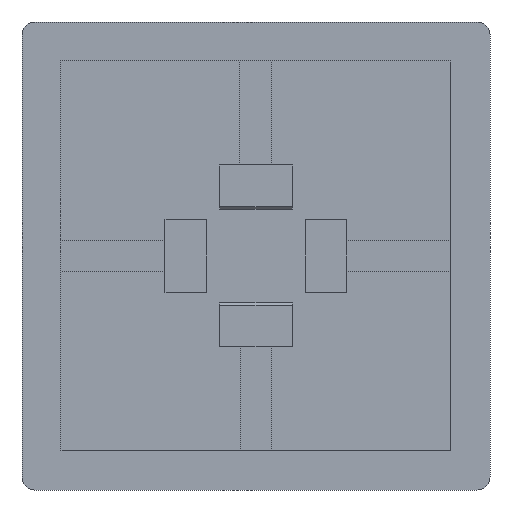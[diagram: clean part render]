
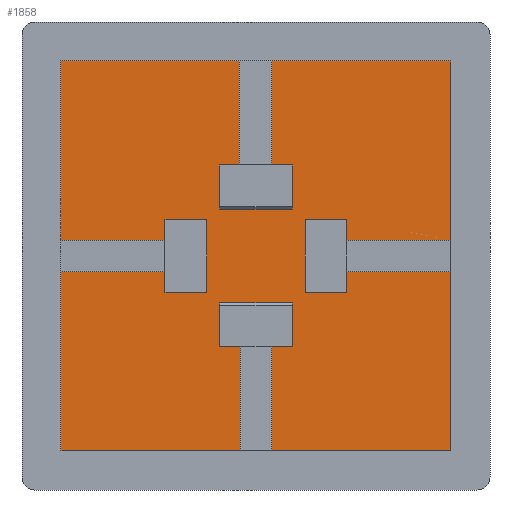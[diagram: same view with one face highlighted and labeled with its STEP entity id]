
A CAD part, front view. The second image highlights one B-rep face of the part: STEP entity #1858.
In plain terms, the highlighted planar face has unit normal (0, -1, 0).
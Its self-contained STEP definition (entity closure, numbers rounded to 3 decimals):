
#123=FACE_OUTER_BOUND('',#223,.T.);
#223=EDGE_LOOP('',(#1577,#1578,#1579,#1580,#1581,#1582,#1583,#1584,#1585,
#1586,#1587,#1588,#1589,#1590,#1591,#1592,#1593,#1594,#1595,#1596,#1597,
#1598,#1599,#1600,#1601,#1602,#1603,#1604,#1605,#1606,#1607,#1608,#1609,
#1610,#1611,#1612));
#382=LINE('',#2795,#629);
#384=LINE('',#2799,#631);
#386=LINE('',#2803,#633);
#390=LINE('',#2811,#637);
#391=LINE('',#2813,#638);
#394=LINE('',#2819,#641);
#397=LINE('',#2824,#644);
#398=LINE('',#2827,#645);
#402=LINE('',#2835,#649);
#403=LINE('',#2837,#650);
#406=LINE('',#2843,#653);
#408=LINE('',#2847,#655);
#410=LINE('',#2851,#657);
#414=LINE('',#2859,#661);
#415=LINE('',#2861,#662);
#418=LINE('',#2867,#665);
#421=LINE('',#2872,#668);
#422=LINE('',#2875,#669);
#426=LINE('',#2883,#673);
#427=LINE('',#2885,#674);
#431=LINE('',#2892,#678);
#435=LINE('',#2900,#682);
#438=LINE('',#2906,#685);
#442=LINE('',#2914,#689);
#445=LINE('',#2920,#692);
#449=LINE('',#2928,#696);
#452=LINE('',#2934,#699);
#456=LINE('',#2942,#703);
#457=LINE('',#2945,#704);
#458=LINE('',#2946,#705);
#459=LINE('',#2948,#706);
#460=LINE('',#2949,#707);
#461=LINE('',#2951,#708);
#462=LINE('',#2952,#709);
#463=LINE('',#2954,#710);
#464=LINE('',#2955,#711);
#629=VECTOR('',#2242,1.6);
#631=VECTOR('',#2246,2.8);
#633=VECTOR('',#2250,1.6);
#637=VECTOR('',#2256,0.8);
#638=VECTOR('',#2257,0.8);
#641=VECTOR('',#2262,1.6);
#644=VECTOR('',#2267,2.8);
#645=VECTOR('',#2270,1.6);
#649=VECTOR('',#2276,0.8);
#650=VECTOR('',#2277,0.8);
#653=VECTOR('',#2282,1.6);
#655=VECTOR('',#2286,2.8);
#657=VECTOR('',#2290,1.6);
#661=VECTOR('',#2296,0.749);
#662=VECTOR('',#2297,0.8);
#665=VECTOR('',#2302,1.6);
#668=VECTOR('',#2307,2.8);
#669=VECTOR('',#2310,1.6);
#673=VECTOR('',#2316,0.8);
#674=VECTOR('',#2317,0.8);
#678=VECTOR('',#2323,4.);
#682=VECTOR('',#2331,4.);
#685=VECTOR('',#2336,4.);
#689=VECTOR('',#2344,4.);
#692=VECTOR('',#2349,4.);
#696=VECTOR('',#2357,4.);
#699=VECTOR('',#2362,4.);
#703=VECTOR('',#2370,4.);
#704=VECTOR('',#2373,6.9);
#705=VECTOR('',#2374,6.9);
#706=VECTOR('',#2375,6.9);
#707=VECTOR('',#2376,6.9);
#708=VECTOR('',#2377,6.849);
#709=VECTOR('',#2378,6.9);
#710=VECTOR('',#2379,6.9);
#711=VECTOR('',#2380,6.9);
#842=VERTEX_POINT('',#2792);
#843=VERTEX_POINT('',#2794);
#844=VERTEX_POINT('',#2798);
#845=VERTEX_POINT('',#2802);
#848=VERTEX_POINT('',#2809);
#849=VERTEX_POINT('',#2812);
#850=VERTEX_POINT('',#2816);
#851=VERTEX_POINT('',#2818);
#852=VERTEX_POINT('',#2822);
#853=VERTEX_POINT('',#2826);
#856=VERTEX_POINT('',#2833);
#857=VERTEX_POINT('',#2836);
#858=VERTEX_POINT('',#2840);
#859=VERTEX_POINT('',#2842);
#860=VERTEX_POINT('',#2846);
#861=VERTEX_POINT('',#2850);
#864=VERTEX_POINT('',#2857);
#865=VERTEX_POINT('',#2860);
#866=VERTEX_POINT('',#2864);
#867=VERTEX_POINT('',#2866);
#868=VERTEX_POINT('',#2870);
#869=VERTEX_POINT('',#2874);
#872=VERTEX_POINT('',#2881);
#873=VERTEX_POINT('',#2884);
#874=VERTEX_POINT('',#2888);
#877=VERTEX_POINT('',#2898);
#878=VERTEX_POINT('',#2902);
#881=VERTEX_POINT('',#2912);
#882=VERTEX_POINT('',#2916);
#885=VERTEX_POINT('',#2926);
#886=VERTEX_POINT('',#2930);
#889=VERTEX_POINT('',#2940);
#890=VERTEX_POINT('',#2944);
#891=VERTEX_POINT('',#2947);
#892=VERTEX_POINT('',#2950);
#893=VERTEX_POINT('',#2953);
#1060=EDGE_CURVE('',#843,#842,#382,.T.);
#1062=EDGE_CURVE('',#843,#844,#384,.T.);
#1064=EDGE_CURVE('',#845,#844,#386,.T.);
#1068=EDGE_CURVE('',#848,#842,#390,.T.);
#1069=EDGE_CURVE('',#845,#849,#391,.T.);
#1072=EDGE_CURVE('',#851,#850,#394,.T.);
#1075=EDGE_CURVE('',#851,#852,#397,.T.);
#1076=EDGE_CURVE('',#853,#852,#398,.T.);
#1080=EDGE_CURVE('',#856,#850,#402,.T.);
#1081=EDGE_CURVE('',#853,#857,#403,.T.);
#1084=EDGE_CURVE('',#859,#858,#406,.T.);
#1086=EDGE_CURVE('',#859,#860,#408,.T.);
#1088=EDGE_CURVE('',#861,#860,#410,.T.);
#1092=EDGE_CURVE('',#864,#858,#414,.T.);
#1093=EDGE_CURVE('',#861,#865,#415,.T.);
#1096=EDGE_CURVE('',#867,#866,#418,.T.);
#1099=EDGE_CURVE('',#867,#868,#421,.T.);
#1100=EDGE_CURVE('',#869,#868,#422,.T.);
#1104=EDGE_CURVE('',#872,#866,#426,.T.);
#1105=EDGE_CURVE('',#869,#873,#427,.T.);
#1109=EDGE_CURVE('',#874,#873,#431,.T.);
#1113=EDGE_CURVE('',#877,#872,#435,.T.);
#1116=EDGE_CURVE('',#878,#865,#438,.T.);
#1120=EDGE_CURVE('',#881,#864,#442,.T.);
#1123=EDGE_CURVE('',#882,#857,#445,.T.);
#1127=EDGE_CURVE('',#885,#856,#449,.T.);
#1130=EDGE_CURVE('',#886,#849,#452,.T.);
#1134=EDGE_CURVE('',#889,#848,#456,.T.);
#1135=EDGE_CURVE('',#889,#890,#457,.T.);
#1136=EDGE_CURVE('',#890,#874,#458,.T.);
#1137=EDGE_CURVE('',#877,#891,#459,.T.);
#1138=EDGE_CURVE('',#891,#878,#460,.T.);
#1139=EDGE_CURVE('',#881,#892,#461,.T.);
#1140=EDGE_CURVE('',#892,#882,#462,.T.);
#1141=EDGE_CURVE('',#885,#893,#463,.T.);
#1142=EDGE_CURVE('',#893,#886,#464,.T.);
#1577=ORIENTED_EDGE('',*,*,#1134,.F.);
#1578=ORIENTED_EDGE('',*,*,#1135,.T.);
#1579=ORIENTED_EDGE('',*,*,#1136,.T.);
#1580=ORIENTED_EDGE('',*,*,#1109,.T.);
#1581=ORIENTED_EDGE('',*,*,#1105,.F.);
#1582=ORIENTED_EDGE('',*,*,#1100,.T.);
#1583=ORIENTED_EDGE('',*,*,#1099,.F.);
#1584=ORIENTED_EDGE('',*,*,#1096,.T.);
#1585=ORIENTED_EDGE('',*,*,#1104,.F.);
#1586=ORIENTED_EDGE('',*,*,#1113,.F.);
#1587=ORIENTED_EDGE('',*,*,#1137,.T.);
#1588=ORIENTED_EDGE('',*,*,#1138,.T.);
#1589=ORIENTED_EDGE('',*,*,#1116,.T.);
#1590=ORIENTED_EDGE('',*,*,#1093,.F.);
#1591=ORIENTED_EDGE('',*,*,#1088,.T.);
#1592=ORIENTED_EDGE('',*,*,#1086,.F.);
#1593=ORIENTED_EDGE('',*,*,#1084,.T.);
#1594=ORIENTED_EDGE('',*,*,#1092,.F.);
#1595=ORIENTED_EDGE('',*,*,#1120,.F.);
#1596=ORIENTED_EDGE('',*,*,#1139,.T.);
#1597=ORIENTED_EDGE('',*,*,#1140,.T.);
#1598=ORIENTED_EDGE('',*,*,#1123,.T.);
#1599=ORIENTED_EDGE('',*,*,#1081,.F.);
#1600=ORIENTED_EDGE('',*,*,#1076,.T.);
#1601=ORIENTED_EDGE('',*,*,#1075,.F.);
#1602=ORIENTED_EDGE('',*,*,#1072,.T.);
#1603=ORIENTED_EDGE('',*,*,#1080,.F.);
#1604=ORIENTED_EDGE('',*,*,#1127,.F.);
#1605=ORIENTED_EDGE('',*,*,#1141,.T.);
#1606=ORIENTED_EDGE('',*,*,#1142,.T.);
#1607=ORIENTED_EDGE('',*,*,#1130,.T.);
#1608=ORIENTED_EDGE('',*,*,#1069,.F.);
#1609=ORIENTED_EDGE('',*,*,#1064,.T.);
#1610=ORIENTED_EDGE('',*,*,#1062,.F.);
#1611=ORIENTED_EDGE('',*,*,#1060,.T.);
#1612=ORIENTED_EDGE('',*,*,#1068,.F.);
#1767=PLANE('',#1968);
#1858=ADVANCED_FACE('',(#123),#1767,.T.);
#1968=AXIS2_PLACEMENT_3D('',#2943,#2371,#2372);
#2242=DIRECTION('',(0.,0.,-1.));
#2246=DIRECTION('',(-1.,0.,0.));
#2250=DIRECTION('',(0.,0.,1.));
#2256=DIRECTION('',(1.,0.,0.));
#2257=DIRECTION('',(1.,0.,0.));
#2262=DIRECTION('',(-1.,0.,0.));
#2267=DIRECTION('',(0.,0.,1.));
#2270=DIRECTION('',(1.,0.,0.));
#2276=DIRECTION('',(0.,0.,-1.));
#2277=DIRECTION('',(0.,0.,-1.));
#2282=DIRECTION('',(0.,0.,1.));
#2286=DIRECTION('',(1.,0.,0.));
#2290=DIRECTION('',(0.,0.,-1.));
#2296=DIRECTION('',(-1.,0.,0.));
#2297=DIRECTION('',(-1.,0.,0.));
#2302=DIRECTION('',(1.,0.,0.));
#2307=DIRECTION('',(0.,0.,-1.));
#2310=DIRECTION('',(-1.,0.,0.));
#2316=DIRECTION('',(0.,0.,1.));
#2317=DIRECTION('',(0.,0.,1.));
#2323=DIRECTION('',(-1.,0.,0.));
#2331=DIRECTION('',(-1.,0.,0.));
#2336=DIRECTION('',(0.,0.,-1.));
#2344=DIRECTION('',(0.,0.,-1.));
#2349=DIRECTION('',(1.,0.,0.));
#2357=DIRECTION('',(1.,0.,0.));
#2362=DIRECTION('',(0.,0.,1.));
#2370=DIRECTION('',(0.,0.,1.));
#2371=DIRECTION('center_axis',(0.,-1.,0.));
#2372=DIRECTION('ref_axis',(-1.,0.,0.));
#2373=DIRECTION('',(1.,0.,0.));
#2374=DIRECTION('',(0.,0.,1.));
#2375=DIRECTION('',(0.,0.,1.));
#2376=DIRECTION('',(-1.,0.,0.));
#2377=DIRECTION('',(-1.,0.,0.));
#2378=DIRECTION('',(0.,0.,-1.));
#2379=DIRECTION('',(0.,0.,-1.));
#2380=DIRECTION('',(1.,0.,0.));
#2792=CARTESIAN_POINT('',(1.4,-2.,-3.5));
#2794=CARTESIAN_POINT('',(1.4,-2.,-1.9));
#2795=CARTESIAN_POINT('',(1.4,-2.,-1.9));
#2798=CARTESIAN_POINT('',(-1.4,-2.,-1.9));
#2799=CARTESIAN_POINT('',(1.4,-2.,-1.9));
#2802=CARTESIAN_POINT('',(-1.4,-2.,-3.5));
#2803=CARTESIAN_POINT('',(-1.4,-2.,-3.5));
#2809=CARTESIAN_POINT('',(0.6,-2.,-3.5));
#2811=CARTESIAN_POINT('',(0.6,-2.,-3.5));
#2812=CARTESIAN_POINT('',(-0.6,-2.,-3.5));
#2813=CARTESIAN_POINT('',(-1.4,-2.,-3.5));
#2816=CARTESIAN_POINT('',(-3.5,-2.,-1.4));
#2818=CARTESIAN_POINT('',(-1.9,-2.,-1.4));
#2819=CARTESIAN_POINT('',(-1.9,-2.,-1.4));
#2822=CARTESIAN_POINT('',(-1.9,-2.,1.4));
#2824=CARTESIAN_POINT('',(-1.9,-2.,-1.4));
#2826=CARTESIAN_POINT('',(-3.5,-2.,1.4));
#2827=CARTESIAN_POINT('',(-3.5,-2.,1.4));
#2833=CARTESIAN_POINT('',(-3.5,-2.,-0.6));
#2835=CARTESIAN_POINT('',(-3.5,-2.,-0.6));
#2836=CARTESIAN_POINT('',(-3.5,-2.,0.6));
#2837=CARTESIAN_POINT('',(-3.5,-2.,1.4));
#2840=CARTESIAN_POINT('',(-1.4,-2.,3.5));
#2842=CARTESIAN_POINT('',(-1.4,-2.,1.9));
#2843=CARTESIAN_POINT('',(-1.4,-2.,1.9));
#2846=CARTESIAN_POINT('',(1.4,-2.,1.9));
#2847=CARTESIAN_POINT('',(-1.4,-2.,1.9));
#2850=CARTESIAN_POINT('',(1.4,-2.,3.5));
#2851=CARTESIAN_POINT('',(1.4,-2.,3.5));
#2857=CARTESIAN_POINT('',(-0.651,-2.,3.5));
#2859=CARTESIAN_POINT('',(-0.651,-2.,3.5));
#2860=CARTESIAN_POINT('',(0.6,-2.,3.5));
#2861=CARTESIAN_POINT('',(1.4,-2.,3.5));
#2864=CARTESIAN_POINT('',(3.5,-2.,1.4));
#2866=CARTESIAN_POINT('',(1.9,-2.,1.4));
#2867=CARTESIAN_POINT('',(1.9,-2.,1.4));
#2870=CARTESIAN_POINT('',(1.9,-2.,-1.4));
#2872=CARTESIAN_POINT('',(1.9,-2.,1.4));
#2874=CARTESIAN_POINT('',(3.5,-2.,-1.4));
#2875=CARTESIAN_POINT('',(3.5,-2.,-1.4));
#2881=CARTESIAN_POINT('',(3.5,-2.,0.6));
#2883=CARTESIAN_POINT('',(3.5,-2.,0.6));
#2884=CARTESIAN_POINT('',(3.5,-2.,-0.6));
#2885=CARTESIAN_POINT('',(3.5,-2.,-1.4));
#2888=CARTESIAN_POINT('',(7.5,-2.,-0.6));
#2892=CARTESIAN_POINT('',(7.5,-2.,-0.6));
#2898=CARTESIAN_POINT('',(7.5,-2.,0.6));
#2900=CARTESIAN_POINT('',(7.5,-2.,0.6));
#2902=CARTESIAN_POINT('',(0.6,-2.,7.5));
#2906=CARTESIAN_POINT('',(0.6,-2.,7.5));
#2912=CARTESIAN_POINT('',(-0.651,-2.,7.5));
#2914=CARTESIAN_POINT('',(-0.651,-2.,7.5));
#2916=CARTESIAN_POINT('',(-7.5,-2.,0.6));
#2920=CARTESIAN_POINT('',(-7.5,-2.,0.6));
#2926=CARTESIAN_POINT('',(-7.5,-2.,-0.6));
#2928=CARTESIAN_POINT('',(-7.5,-2.,-0.6));
#2930=CARTESIAN_POINT('',(-0.6,-2.,-7.5));
#2934=CARTESIAN_POINT('',(-0.6,-2.,-7.5));
#2940=CARTESIAN_POINT('',(0.6,-2.,-7.5));
#2942=CARTESIAN_POINT('',(0.6,-2.,-7.5));
#2943=CARTESIAN_POINT('Origin',(0.,-2.,0.));
#2944=CARTESIAN_POINT('',(7.5,-2.,-7.5));
#2945=CARTESIAN_POINT('',(0.6,-2.,-7.5));
#2946=CARTESIAN_POINT('',(7.5,-2.,-7.5));
#2947=CARTESIAN_POINT('',(7.5,-2.,7.5));
#2948=CARTESIAN_POINT('',(7.5,-2.,0.6));
#2949=CARTESIAN_POINT('',(7.5,-2.,7.5));
#2950=CARTESIAN_POINT('',(-7.5,-2.,7.5));
#2951=CARTESIAN_POINT('',(-0.651,-2.,7.5));
#2952=CARTESIAN_POINT('',(-7.5,-2.,7.5));
#2953=CARTESIAN_POINT('',(-7.5,-2.,-7.5));
#2954=CARTESIAN_POINT('',(-7.5,-2.,-0.6));
#2955=CARTESIAN_POINT('',(-7.5,-2.,-7.5));
